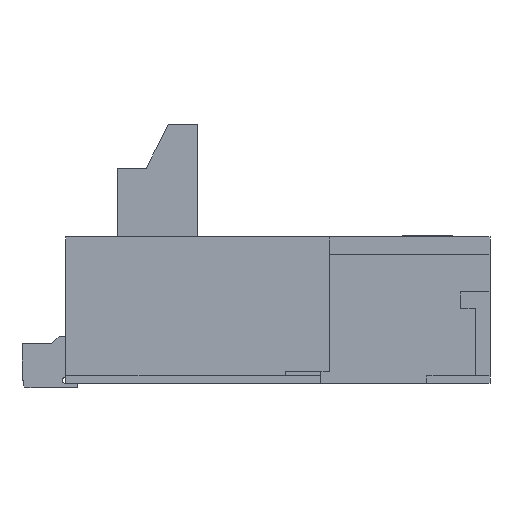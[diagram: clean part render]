
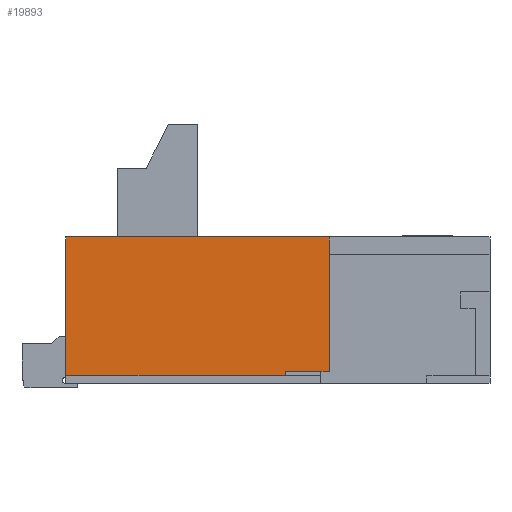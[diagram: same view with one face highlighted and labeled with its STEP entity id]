
A CAD part, left-side view. The second image highlights one B-rep face of the part: STEP entity #19893.
In plain terms, the highlighted planar face has unit normal (-1, 0, 0).
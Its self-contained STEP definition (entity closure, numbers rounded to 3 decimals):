
#1180 = ORIENTED_EDGE ( 'NONE', *, *, #10762, .T. ) ;
#1559 = EDGE_CURVE ( 'NONE', #4528, #12873, #12055, .T. ) ;
#1821 = CARTESIAN_POINT ( 'NONE',  ( -3., -0.572, 1.03 ) ) ;
#3390 = ORIENTED_EDGE ( 'NONE', *, *, #14574, .T. ) ;
#3498 = DIRECTION ( 'NONE',  ( 0., 1., 0. ) ) ;
#3539 = CARTESIAN_POINT ( 'NONE',  ( -3., 1.228, 1.03 ) ) ;
#4088 = VECTOR ( 'NONE', #11577, 1000. ) ;
#4237 = VECTOR ( 'NONE', #7414, 1000. ) ;
#4346 = CARTESIAN_POINT ( 'NONE',  ( -3., -0.572, 1.03 ) ) ;
#4469 = VERTEX_POINT ( 'NONE', #19269 ) ;
#4528 = VERTEX_POINT ( 'NONE', #20887 ) ;
#4558 = CARTESIAN_POINT ( 'NONE',  ( -3., 1.228, 0.08 ) ) ;
#4622 = CARTESIAN_POINT ( 'NONE',  ( -3., -0.272, 0.109 ) ) ;
#5044 = LINE ( 'NONE', #5690, #4237 ) ;
#5231 = FACE_OUTER_BOUND ( 'NONE', #19188, .T. ) ;
#5690 = CARTESIAN_POINT ( 'NONE',  ( -3., -0.272, 0.08 ) ) ;
#6175 = CARTESIAN_POINT ( 'NONE',  ( -3., -0.272, 0.08 ) ) ;
#6648 = DIRECTION ( 'NONE',  ( 0., -1., 0. ) ) ;
#6842 = DIRECTION ( 'NONE',  ( 1., 0., 0. ) ) ;
#7048 = CARTESIAN_POINT ( 'NONE',  ( -3., 1.228, 0.08 ) ) ;
#7414 = DIRECTION ( 'NONE',  ( 0., 0., -1. ) ) ;
#7922 = VERTEX_POINT ( 'NONE', #7048 ) ;
#9047 = ORIENTED_EDGE ( 'NONE', *, *, #11434, .F. ) ;
#9194 = VECTOR ( 'NONE', #15882, 1000. ) ;
#9852 = ORIENTED_EDGE ( 'NONE', *, *, #19702, .T. ) ;
#9966 = LINE ( 'NONE', #4558, #4088 ) ;
#10110 = LINE ( 'NONE', #3539, #14208 ) ;
#10441 = CARTESIAN_POINT ( 'NONE',  ( -3., 1.228, 1.03 ) ) ;
#10762 = EDGE_CURVE ( 'NONE', #4469, #20130, #17065, .T. ) ;
#11327 = ORIENTED_EDGE ( 'NONE', *, *, #17962, .T. ) ;
#11434 = EDGE_CURVE ( 'NONE', #4469, #19589, #5044, .T. ) ;
#11547 = CARTESIAN_POINT ( 'NONE',  ( -3., -0.572, 0.109 ) ) ;
#11577 = DIRECTION ( 'NONE',  ( 0., -1., 0. ) ) ;
#12055 = LINE ( 'NONE', #10441, #17482 ) ;
#12873 = VERTEX_POINT ( 'NONE', #4346 ) ;
#14050 = ORIENTED_EDGE ( 'NONE', *, *, #1559, .F. ) ;
#14208 = VECTOR ( 'NONE', #18995, 1000. ) ;
#14574 = EDGE_CURVE ( 'NONE', #4528, #7922, #10110, .T. ) ;
#15882 = DIRECTION ( 'NONE',  ( 0., 0., 1. ) ) ;
#17065 = LINE ( 'NONE', #4622, #17106 ) ;
#17106 = VECTOR ( 'NONE', #20200, 1000. ) ;
#17482 = VECTOR ( 'NONE', #6648, 1000. ) ;
#17839 = LINE ( 'NONE', #1821, #9194 ) ;
#17962 = EDGE_CURVE ( 'NONE', #20130, #12873, #17839, .T. ) ;
#18995 = DIRECTION ( 'NONE',  ( 0., 0., -1. ) ) ;
#19188 = EDGE_LOOP ( 'NONE', ( #9047, #1180, #11327, #14050, #3390, #9852 ) ) ;
#19269 = CARTESIAN_POINT ( 'NONE',  ( -3., -0.272, 0.109 ) ) ;
#19298 = PLANE ( 'NONE',  #19545 ) ;
#19545 = AXIS2_PLACEMENT_3D ( 'NONE', #21029, #6842, #3498 ) ;
#19589 = VERTEX_POINT ( 'NONE', #6175 ) ;
#19702 = EDGE_CURVE ( 'NONE', #7922, #19589, #9966, .T. ) ;
#19893 = ADVANCED_FACE ( 'NONE', ( #5231 ), #19298, .F. ) ;
#20130 = VERTEX_POINT ( 'NONE', #11547 ) ;
#20200 = DIRECTION ( 'NONE',  ( 0., -1., 0. ) ) ;
#20887 = CARTESIAN_POINT ( 'NONE',  ( -3., 1.228, 1.03 ) ) ;
#21029 = CARTESIAN_POINT ( 'NONE',  ( -3., 1.228, 1.03 ) ) ;
